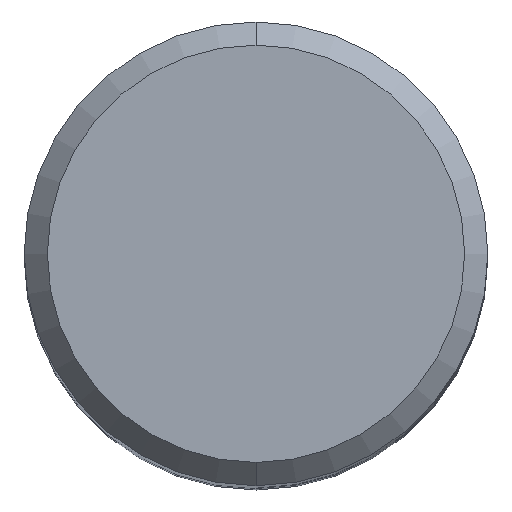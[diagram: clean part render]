
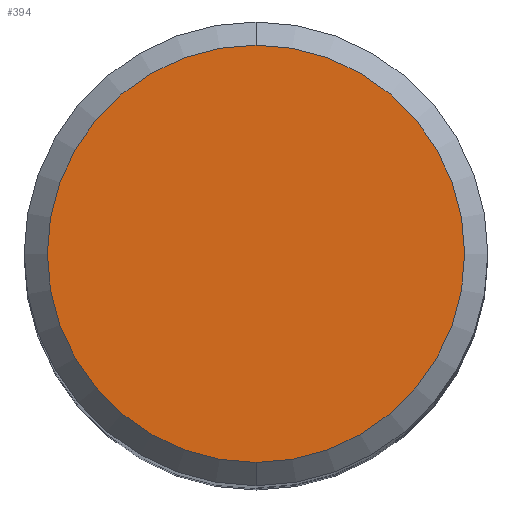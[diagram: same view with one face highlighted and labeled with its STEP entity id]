
A CAD part, top view. The second image highlights one B-rep face of the part: STEP entity #394.
In plain terms, the highlighted planar face has unit normal (0, 0, 1).
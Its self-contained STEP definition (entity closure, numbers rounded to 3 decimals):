
#174=VERTEX_POINT('',#467);
#372=EDGE_CURVE('',#400,#174,#686,.T.);
#394=ADVANCED_FACE('',(#710),#711,.T.);
#400=VERTEX_POINT('',#717);
#430=EDGE_CURVE('',#174,#400,#751,.T.);
#467=CARTESIAN_POINT('',(0.0,9.0,0.0));
#686=CIRCLE('',#1320,9.0);
#710=FACE_OUTER_BOUND('',#1367,.T.);
#711=PLANE('',#1368);
#717=CARTESIAN_POINT('',(0.,-9.0,0.0));
#751=CIRCLE('',#1531,9.0);
#1320=AXIS2_PLACEMENT_3D('',#1792,#1793,#1794);
#1367=EDGE_LOOP('',(#1819,#1820));
#1368=AXIS2_PLACEMENT_3D('',#1821,#1822,#1823);
#1531=AXIS2_PLACEMENT_3D('',#1875,#1876,#1877);
#1792=CARTESIAN_POINT('',(0.0,0.0,0.0));
#1793=DIRECTION('',(0.0,0.0,-1.0));
#1794=DIRECTION('',(0.0,1.0,0.0));
#1819=ORIENTED_EDGE('',*,*,#430,.F.);
#1820=ORIENTED_EDGE('',*,*,#372,.F.);
#1821=CARTESIAN_POINT('',(0.0,4.5,0.0));
#1822=DIRECTION('',(-0.0,0.0,1.0));
#1823=DIRECTION('',(0.0,-1.0,0.0));
#1875=CARTESIAN_POINT('',(0.0,0.0,0.0));
#1876=DIRECTION('',(0.0,0.0,-1.0));
#1877=DIRECTION('',(0.0,1.0,0.0));
